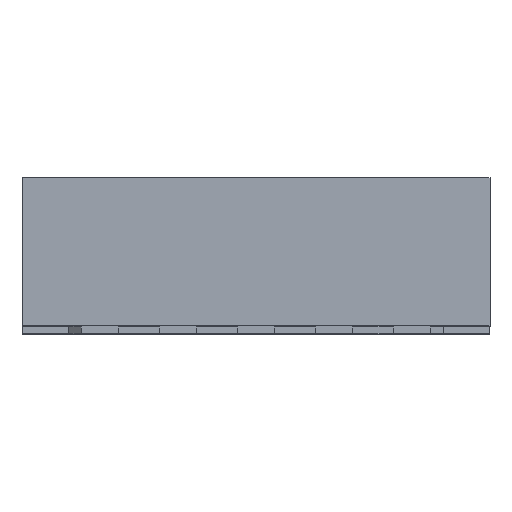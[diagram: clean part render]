
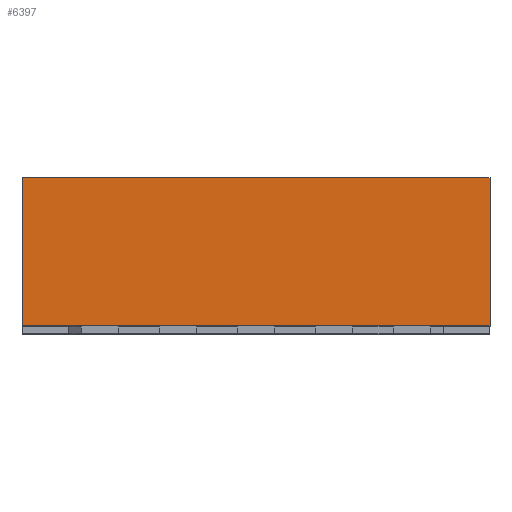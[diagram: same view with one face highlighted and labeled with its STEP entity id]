
A CAD part, top view. The second image highlights one B-rep face of the part: STEP entity #6397.
In plain terms, the highlighted planar face has unit normal (0, 0, 1).
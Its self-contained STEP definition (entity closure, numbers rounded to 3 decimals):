
#122 = AXIS2_PLACEMENT_3D ( 'NONE', #2341, #6583, #3964 ) ;
#155 = PLANE ( 'NONE',  #122 ) ;
#193 = ORIENTED_EDGE ( 'NONE', *, *, #2565, .T. ) ;
#275 = CARTESIAN_POINT ( 'NONE',  ( 1.501, 0., 1.501 ) ) ;
#602 = EDGE_CURVE ( 'NONE', #5055, #2914, #3131, .T. ) ;
#669 = EDGE_CURVE ( 'NONE', #1646, #2858, #6119, .T. ) ;
#1252 = CARTESIAN_POINT ( 'NONE',  ( -1.501, 0.951, 1.501 ) ) ;
#1625 = CARTESIAN_POINT ( 'NONE',  ( 1.501, 0.951, 1.501 ) ) ;
#1646 = VERTEX_POINT ( 'NONE', #2132 ) ;
#1760 = VECTOR ( 'NONE', #4734, 1000. ) ;
#1964 = EDGE_LOOP ( 'NONE', ( #2103, #2506, #193, #4417 ) ) ;
#2103 = ORIENTED_EDGE ( 'NONE', *, *, #5448, .T. ) ;
#2106 = VECTOR ( 'NONE', #6040, 1000. ) ;
#2132 = CARTESIAN_POINT ( 'NONE',  ( -1.501, 0., 1.501 ) ) ;
#2341 = CARTESIAN_POINT ( 'NONE',  ( 0., 0., 1.501 ) ) ;
#2506 = ORIENTED_EDGE ( 'NONE', *, *, #669, .F. ) ;
#2565 = EDGE_CURVE ( 'NONE', #1646, #2914, #6243, .T. ) ;
#2858 = VERTEX_POINT ( 'NONE', #3961 ) ;
#2914 = VERTEX_POINT ( 'NONE', #275 ) ;
#3131 = LINE ( 'NONE', #1625, #2106 ) ;
#3961 = CARTESIAN_POINT ( 'NONE',  ( -1.501, 0.951, 1.501 ) ) ;
#3964 = DIRECTION ( 'NONE',  ( 1., 0., 0. ) ) ;
#4157 = LINE ( 'NONE', #6609, #6290 ) ;
#4417 = ORIENTED_EDGE ( 'NONE', *, *, #602, .F. ) ;
#4734 = DIRECTION ( 'NONE',  ( 1., 0., 0. ) ) ;
#4869 = DIRECTION ( 'NONE',  ( -1., 0., 0. ) ) ;
#4994 = DIRECTION ( 'NONE',  ( 0., 1., 0. ) ) ;
#5055 = VERTEX_POINT ( 'NONE', #5599 ) ;
#5209 = FACE_OUTER_BOUND ( 'NONE', #1964, .T. ) ;
#5447 = VECTOR ( 'NONE', #4994, 1000. ) ;
#5448 = EDGE_CURVE ( 'NONE', #5055, #2858, #4157, .T. ) ;
#5599 = CARTESIAN_POINT ( 'NONE',  ( 1.501, 0.951, 1.501 ) ) ;
#6040 = DIRECTION ( 'NONE',  ( 0., -1., 0. ) ) ;
#6119 = LINE ( 'NONE', #1252, #5447 ) ;
#6230 = CARTESIAN_POINT ( 'NONE',  ( -1.5, 0., 1.501 ) ) ;
#6243 = LINE ( 'NONE', #6230, #1760 ) ;
#6290 = VECTOR ( 'NONE', #4869, 1000. ) ;
#6397 = ADVANCED_FACE ( 'NONE', ( #5209 ), #155, .T. ) ;
#6583 = DIRECTION ( 'NONE',  ( 0., 0., 1. ) ) ;
#6609 = CARTESIAN_POINT ( 'NONE',  ( -1.5, 0.951, 1.501 ) ) ;
